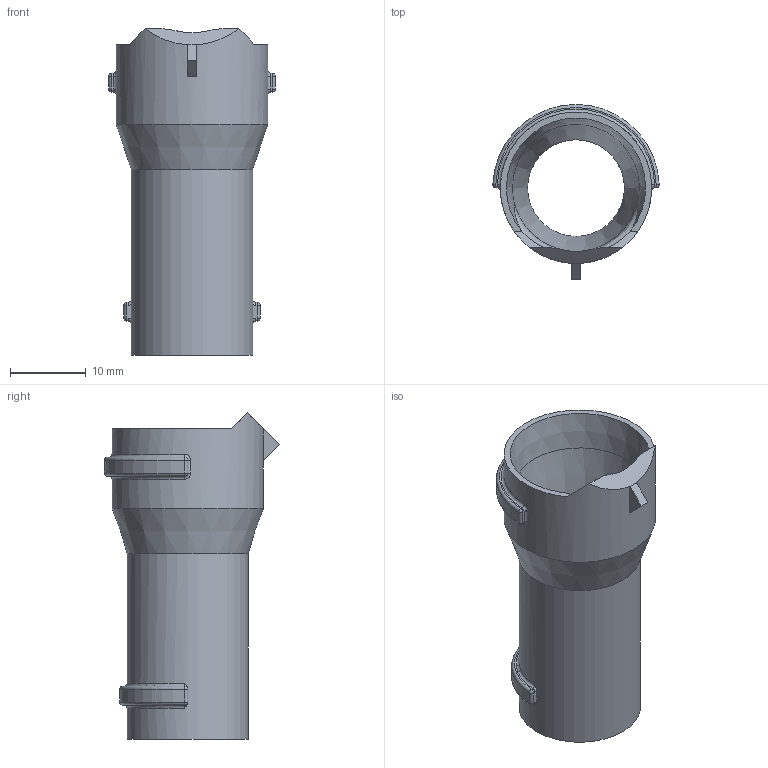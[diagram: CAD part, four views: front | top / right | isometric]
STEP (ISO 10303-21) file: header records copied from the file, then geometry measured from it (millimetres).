
FILE_DESCRIPTION(/* description */ (''),/* implementation_level */ '2;1');
FILE_NAME(/* name */ 'hose connector 0deg 20mm-ID v1.step',/* time_stamp */ '2023-01-26T18:06:39+08:00',/* author */ (''),/* organization */ (''),/* preprocessor_version */ 'ST-DEVELOPER v19.2',/* originating_system */ 'Autodesk Translation Framework v11.17.0.187',/* authorisation */ '');
FILE_SCHEMA (('AUTOMOTIVE_DESIGN { 1 0 10303 214 3 1 1 }'));
Length unit declared in the file: millimetre
Products named in the file (1): hose connector 0deg 20mm-ID
Bounding box: 21.98 x 23.12 x 43.12 mm (x, y, z)
Volume: 3566.2 mm3; surface area: 4320.8 mm2
Topology: 1 solids, 1 shells, 71 faces, 164 edges, 94 vertices
Faces by surface type: plane 21, cylinder 20, bspline 10, sphere 8, torus 8, cone 4
Full cylindrical faces by diameter (mm): 12.8 x1, 16 x1, 20 x1
Entity records: 2377 total; most frequent: CARTESIAN_POINT 748, DIRECTION 347, ORIENTED_EDGE 328, EDGE_CURVE 164, AXIS2_PLACEMENT_3D 145, VERTEX_POINT 94, EDGE_LOOP 72, FACE_OUTER_BOUND 71
